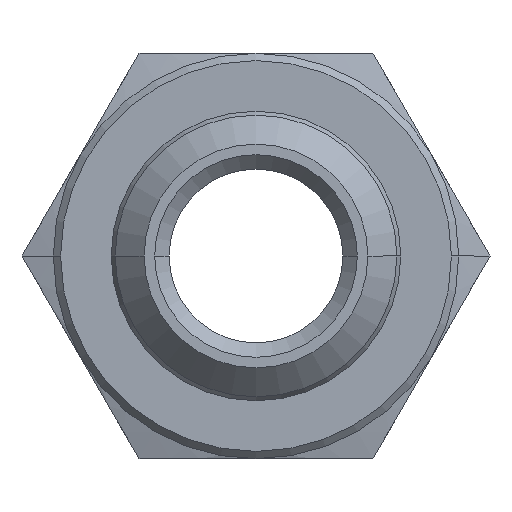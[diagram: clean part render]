
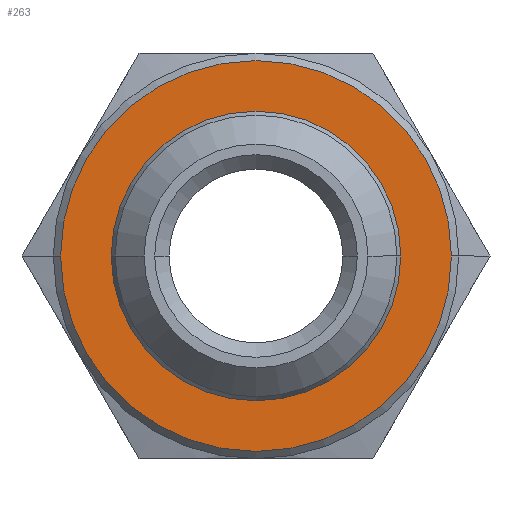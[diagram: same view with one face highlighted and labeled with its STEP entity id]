
A CAD part, left-side view. The second image highlights one B-rep face of the part: STEP entity #263.
In plain terms, the highlighted planar face has unit normal (-1, 0, 0).
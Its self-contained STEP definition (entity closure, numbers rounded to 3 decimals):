
#263 = ADVANCED_FACE( '', ( #506, #507 ), #508, .T. );
#506 = FACE_BOUND( '', #805, .T. );
#507 = FACE_OUTER_BOUND( '', #806, .T. );
#508 = PLANE( '', #807 );
#805 = EDGE_LOOP( '', ( #1630, #1631 ) );
#806 = EDGE_LOOP( '', ( #1632, #1633 ) );
#807 = AXIS2_PLACEMENT_3D( '', #1634, #1635, #1636 );
#1630 = ORIENTED_EDGE( '', *, *, #2020, .F. );
#1631 = ORIENTED_EDGE( '', *, *, #2229, .F. );
#1632 = ORIENTED_EDGE( '', *, *, #2026, .T. );
#1633 = ORIENTED_EDGE( '', *, *, #2228, .T. );
#1634 = CARTESIAN_POINT( '', ( -3.25, 5.875, 0. ) );
#1635 = DIRECTION( '', ( -1., 0., 0. ) );
#1636 = DIRECTION( '', ( 0., 1., 0. ) );
#2020 = EDGE_CURVE( '', #2362, #2365, #2366, .T. );
#2026 = EDGE_CURVE( '', #2370, #2374, #2376, .T. );
#2228 = EDGE_CURVE( '', #2374, #2370, #2702, .T. );
#2229 = EDGE_CURVE( '', #2365, #2362, #2703, .T. );
#2362 = VERTEX_POINT( '', #2894 );
#2365 = VERTEX_POINT( '', #2898 );
#2366 = CIRCLE( '', #2899, 5. );
#2370 = VERTEX_POINT( '', #2904 );
#2374 = VERTEX_POINT( '', #2909 );
#2376 = CIRCLE( '', #2912, 6.75 );
#2702 = CIRCLE( '', #3568, 6.75 );
#2703 = CIRCLE( '', #3569, 5. );
#2894 = CARTESIAN_POINT( '', ( -3.25, 5., 0. ) );
#2898 = CARTESIAN_POINT( '', ( -3.25, -5., 0. ) );
#2899 = AXIS2_PLACEMENT_3D( '', #4014, #4015, #4016 );
#2904 = CARTESIAN_POINT( '', ( -3.25, 6.75, 0. ) );
#2909 = CARTESIAN_POINT( '', ( -3.25, -6.75, 0. ) );
#2912 = AXIS2_PLACEMENT_3D( '', #4026, #4027, #4028 );
#3568 = AXIS2_PLACEMENT_3D( '', #4332, #4333, #4334 );
#3569 = AXIS2_PLACEMENT_3D( '', #4335, #4336, #4337 );
#4014 = CARTESIAN_POINT( '', ( -3.25, 0., 0. ) );
#4015 = DIRECTION( '', ( -1., 0., 0. ) );
#4016 = DIRECTION( '', ( 0., 1., 0. ) );
#4026 = CARTESIAN_POINT( '', ( -3.25, 0., 0. ) );
#4027 = DIRECTION( '', ( -1., 0., 0. ) );
#4028 = DIRECTION( '', ( 0., 1., 0. ) );
#4332 = CARTESIAN_POINT( '', ( -3.25, 0., 0. ) );
#4333 = DIRECTION( '', ( -1., 0., 0. ) );
#4334 = DIRECTION( '', ( 0., 1., 0. ) );
#4335 = CARTESIAN_POINT( '', ( -3.25, 0., 0. ) );
#4336 = DIRECTION( '', ( -1., 0., 0. ) );
#4337 = DIRECTION( '', ( 0., 1., 0. ) );
